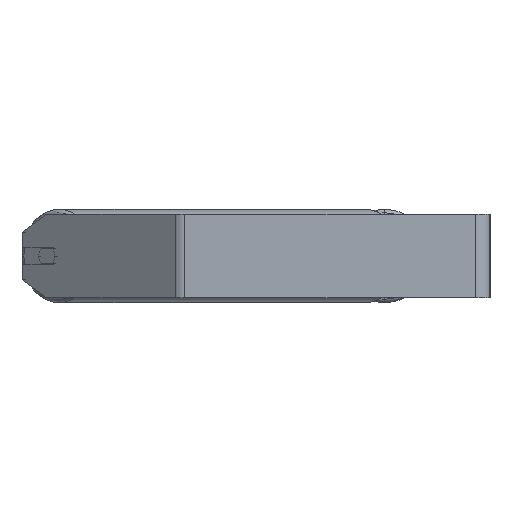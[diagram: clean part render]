
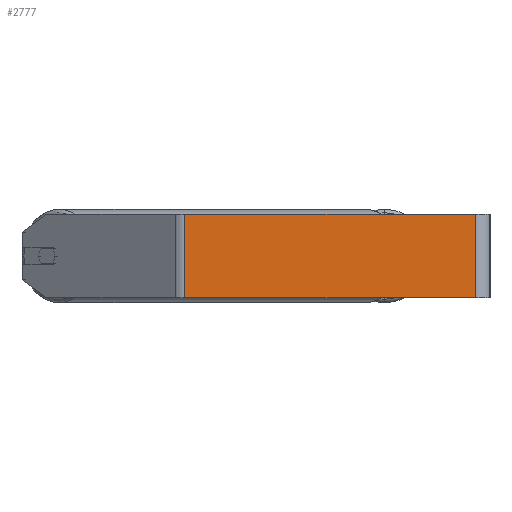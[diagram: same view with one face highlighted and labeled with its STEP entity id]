
A CAD part, left-side view. The second image highlights one B-rep face of the part: STEP entity #2777.
In plain terms, the highlighted planar face has unit normal (-1, 0, 0).
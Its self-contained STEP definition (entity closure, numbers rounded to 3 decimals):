
#406 = EDGE_LOOP ( 'NONE', ( #2664, #7409, #6577, #1161 ) ) ;
#487 = CARTESIAN_POINT ( 'NONE',  ( -745., 14., 40. ) ) ;
#850 = DIRECTION ( 'NONE',  ( 0., -1., 0. ) ) ;
#1110 = CARTESIAN_POINT ( 'NONE',  ( -745., 14., 40. ) ) ;
#1161 = ORIENTED_EDGE ( 'NONE', *, *, #7269, .T. ) ;
#1351 = FACE_OUTER_BOUND ( 'NONE', #406, .T. ) ;
#1826 = VERTEX_POINT ( 'NONE', #487 ) ;
#1828 = DIRECTION ( 'NONE',  ( 0., 0., -1. ) ) ;
#2151 = DIRECTION ( 'NONE',  ( 0., -1., 0. ) ) ;
#2664 = ORIENTED_EDGE ( 'NONE', *, *, #4667, .T. ) ;
#2724 = PLANE ( 'NONE',  #3781 ) ;
#2777 = ADVANCED_FACE ( 'NONE', ( #1351 ), #2724, .F. ) ;
#2887 = EDGE_CURVE ( 'NONE', #1826, #8735, #5854, .T. ) ;
#3119 = CARTESIAN_POINT ( 'NONE',  ( -745., 14., -40. ) ) ;
#3346 = DIRECTION ( 'NONE',  ( 0., 0., -1. ) ) ;
#3781 = AXIS2_PLACEMENT_3D ( 'NONE', #7507, #8128, #3346 ) ;
#3961 = EDGE_CURVE ( 'NONE', #6422, #1826, #4809, .T. ) ;
#4370 = VECTOR ( 'NONE', #2151, 1000. ) ;
#4667 = EDGE_CURVE ( 'NONE', #7046, #8735, #4966, .T. ) ;
#4809 = LINE ( 'NONE', #8218, #4370 ) ;
#4966 = LINE ( 'NONE', #8334, #6063 ) ;
#5854 = LINE ( 'NONE', #1110, #5898 ) ;
#5863 = CARTESIAN_POINT ( 'NONE',  ( -745., 291.474, 40. ) ) ;
#5898 = VECTOR ( 'NONE', #8263, 1000. ) ;
#6063 = VECTOR ( 'NONE', #850, 1000. ) ;
#6422 = VERTEX_POINT ( 'NONE', #6494 ) ;
#6494 = CARTESIAN_POINT ( 'NONE',  ( -745., 291.474, 40. ) ) ;
#6531 = VECTOR ( 'NONE', #1828, 1000. ) ;
#6577 = ORIENTED_EDGE ( 'NONE', *, *, #3961, .F. ) ;
#6796 = CARTESIAN_POINT ( 'NONE',  ( -745., 291.474, -40. ) ) ;
#7046 = VERTEX_POINT ( 'NONE', #6796 ) ;
#7269 = EDGE_CURVE ( 'NONE', #6422, #7046, #7900, .T. ) ;
#7409 = ORIENTED_EDGE ( 'NONE', *, *, #2887, .F. ) ;
#7507 = CARTESIAN_POINT ( 'NONE',  ( -745., 296.569, 40. ) ) ;
#7900 = LINE ( 'NONE', #5863, #6531 ) ;
#8128 = DIRECTION ( 'NONE',  ( 1., 0., 0. ) ) ;
#8218 = CARTESIAN_POINT ( 'NONE',  ( -745., 296.569, 40. ) ) ;
#8263 = DIRECTION ( 'NONE',  ( 0., 0., -1. ) ) ;
#8334 = CARTESIAN_POINT ( 'NONE',  ( -745., 296.569, -40. ) ) ;
#8735 = VERTEX_POINT ( 'NONE', #3119 ) ;
